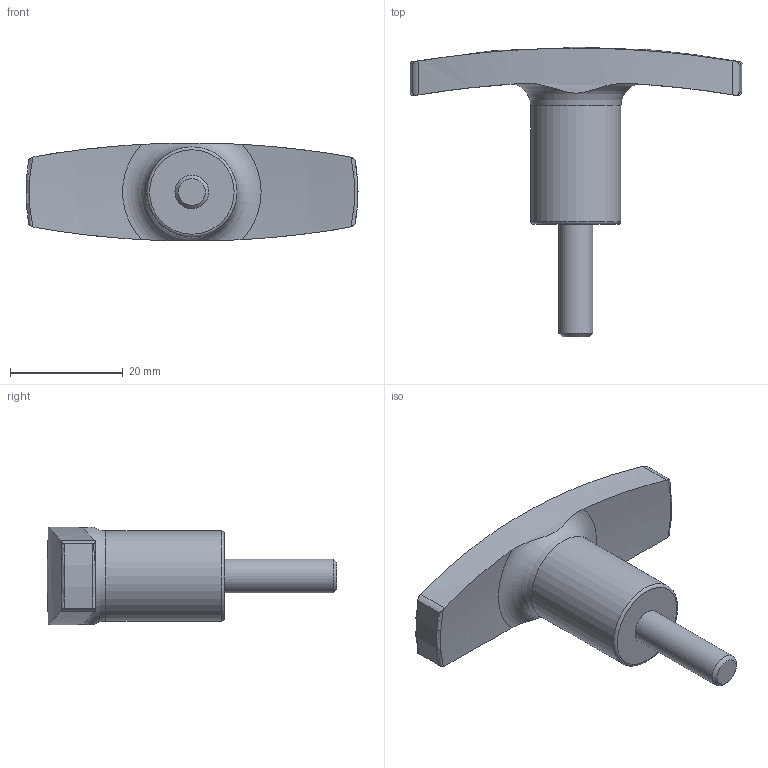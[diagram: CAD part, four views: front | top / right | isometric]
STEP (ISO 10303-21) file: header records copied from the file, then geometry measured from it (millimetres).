
FILE_DESCRIPTION( ( 'STEP AP214' ), '1' );
FILE_NAME( 'K0180.26006X20.stp', '2020-11-26T11:27:41', ( '' ), ( '' ), ' ', 'PARTsolutions', ' ' );
FILE_SCHEMA( ( 'AUTOMOTIVE_DESIGN { 1 0 10303 214 1 1 1 1 }' ) );
Length unit declared in the file: millimetre
Products named in the file (1): _K0180.26006X20
Bounding box: 58.93 x 51.46 x 17.38 mm (x, y, z)
Volume: 11335.6 mm3; surface area: 4228.9 mm2
Topology: 1 solids, 1 shells, 22 faces, 57 edges, 37 vertices
Faces by surface type: cylinder 10, torus 6, sphere 3, plane 2, cone 1
Full cylindrical faces by diameter (mm): 6 x1, 16 x1
Entity records: 928 total; most frequent: CARTESIAN_POINT 270, ORIENTED_EDGE 96, DIRECTION 86, EDGE_CURVE 48, AXIS2_PLACEMENT_3D 39, VERTEX_POINT 35, EDGE_LOOP 28, FACE_OUTER_BOUND 26
